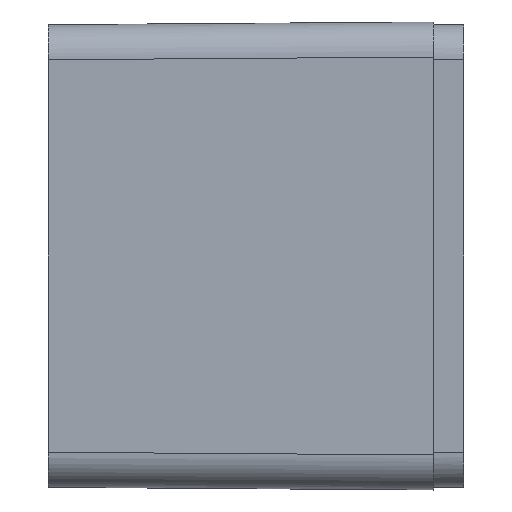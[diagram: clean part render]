
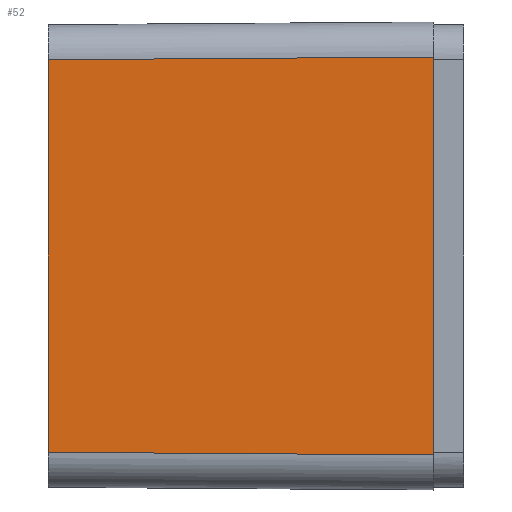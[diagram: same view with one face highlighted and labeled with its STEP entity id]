
A CAD part, left-side view. The second image highlights one B-rep face of the part: STEP entity #52.
In plain terms, the highlighted planar face has unit normal (-1, 0.007, 0).
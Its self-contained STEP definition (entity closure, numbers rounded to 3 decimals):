
#52 = ADVANCED_FACE ( 'NONE', ( #216 ), #159, .T. ) ;
#82 = ORIENTED_EDGE ( 'NONE', *, *, #352, .T. ) ;
#101 = LINE ( 'NONE', #742, #438 ) ;
#102 = EDGE_CURVE ( 'NONE', #183, #315, #454, .T. ) ;
#104 = DIRECTION ( 'NONE',  ( -1., 0.007, 0. ) ) ;
#120 = DIRECTION ( 'NONE',  ( 0., 0., -1. ) ) ;
#124 = AXIS2_PLACEMENT_3D ( 'NONE', #631, #104, #635 ) ;
#140 = DIRECTION ( 'NONE',  ( -0.007, -1., 0.007 ) ) ;
#159 = PLANE ( 'NONE',  #124 ) ;
#183 = VERTEX_POINT ( 'NONE', #364 ) ;
#216 = FACE_OUTER_BOUND ( 'NONE', #387, .T. ) ;
#222 = VERTEX_POINT ( 'NONE', #553 ) ;
#241 = CARTESIAN_POINT ( 'NONE',  ( -19.965, -8.9, -8.515 ) ) ;
#279 = DIRECTION ( 'NONE',  ( 0., 0., 1. ) ) ;
#306 = VECTOR ( 'NONE', #120, 1000. ) ;
#315 = VERTEX_POINT ( 'NONE', #630 ) ;
#317 = EDGE_CURVE ( 'NONE', #222, #315, #101, .T. ) ;
#323 = ORIENTED_EDGE ( 'NONE', *, *, #317, .F. ) ;
#351 = CARTESIAN_POINT ( 'NONE',  ( -19.85, 7.6, -8.4 ) ) ;
#352 = EDGE_CURVE ( 'NONE', #222, #359, #410, .T. ) ;
#359 = VERTEX_POINT ( 'NONE', #351 ) ;
#364 = CARTESIAN_POINT ( 'NONE',  ( -19.965, -8.9, -8.515 ) ) ;
#372 = VECTOR ( 'NONE', #533, 1000. ) ;
#387 = EDGE_LOOP ( 'NONE', ( #82, #490, #551, #323 ) ) ;
#410 = LINE ( 'NONE', #647, #306 ) ;
#438 = VECTOR ( 'NONE', #140, 1000. ) ;
#454 = LINE ( 'NONE', #512, #662 ) ;
#459 = LINE ( 'NONE', #241, #372 ) ;
#490 = ORIENTED_EDGE ( 'NONE', *, *, #756, .F. ) ;
#512 = CARTESIAN_POINT ( 'NONE',  ( -19.965, -8.9, -8.515 ) ) ;
#533 = DIRECTION ( 'NONE',  ( 0.007, 1., 0.007 ) ) ;
#551 = ORIENTED_EDGE ( 'NONE', *, *, #102, .T. ) ;
#553 = CARTESIAN_POINT ( 'NONE',  ( -19.85, 7.6, 8.4 ) ) ;
#630 = CARTESIAN_POINT ( 'NONE',  ( -19.965, -8.9, 8.515 ) ) ;
#631 = CARTESIAN_POINT ( 'NONE',  ( -19.85, 7.599, -11.929 ) ) ;
#635 = DIRECTION ( 'NONE',  ( 0., 0., 1. ) ) ;
#647 = CARTESIAN_POINT ( 'NONE',  ( -19.85, 7.6, 8.4 ) ) ;
#662 = VECTOR ( 'NONE', #279, 1000. ) ;
#742 = CARTESIAN_POINT ( 'NONE',  ( -19.85, 7.6, 8.4 ) ) ;
#756 = EDGE_CURVE ( 'NONE', #183, #359, #459, .T. ) ;
